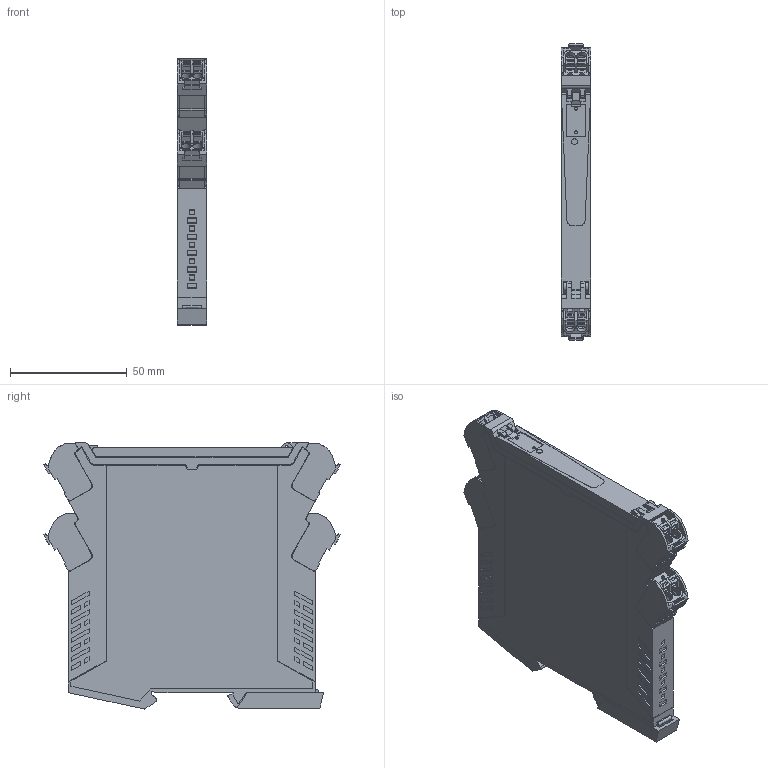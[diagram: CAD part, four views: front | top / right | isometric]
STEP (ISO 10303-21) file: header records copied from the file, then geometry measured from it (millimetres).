
FILE_DESCRIPTION(('CATIA V5 STEP Exchange','CAx-IF Rec.Pracs.--- Model Styling and Organization---1.4--- 2014-01-23'),'2;1');
FILE_NAME('S3D_ACT20P_CI_VO_P.stp','2019-04-12T11:12:47+00:00',('none'),('none'),'CATIA Version 5-6 Release 2016 SP3 HF44','CATIA V5 STEP AP214','none');
FILE_SCHEMA(('AUTOMOTIVE_DESIGN { 1 0 10303 214 1 1 1 1 }'));
Products named in the file (1): S3D_ACT20P_CI_VO_P
Bounding box: 12.5 x 127.16 x 114.02 mm (x, y, z)
Volume: 146567.5 mm3; surface area: 47479.9 mm2
Topology: 22 solids, 22 shells, 1582 faces, 4783 edges, 3324 vertices
Faces by surface type: plane 1245, cylinder 221, extrusion 52, cone 44, torus 16, sphere 4
Entity records: 54478 total; most frequent: CARTESIAN_POINT 12551, ORIENTED_EDGE 9562, DIRECTION 6368, EDGE_CURVE 4781, VECTOR 3613, LINE 3561, VERTEX_POINT 3324, EDGE_LOOP 1681
